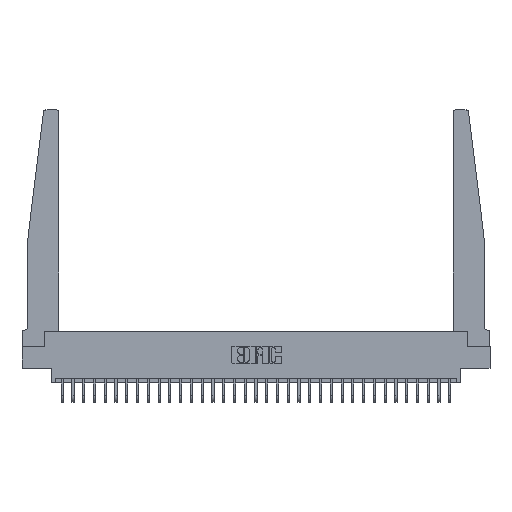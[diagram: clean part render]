
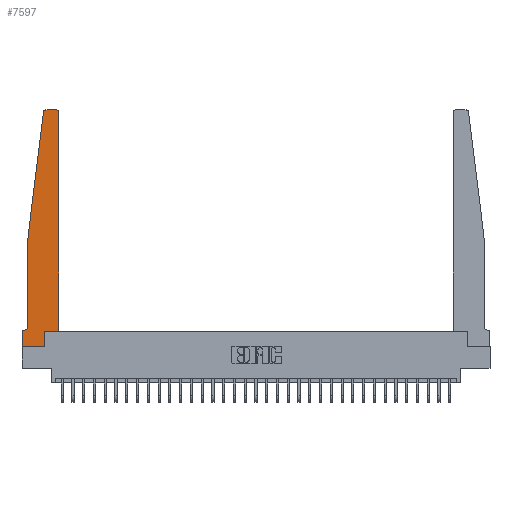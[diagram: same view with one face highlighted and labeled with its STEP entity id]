
A CAD part, top view. The second image highlights one B-rep face of the part: STEP entity #7597.
In plain terms, the highlighted planar face has unit normal (0, 0, 1).
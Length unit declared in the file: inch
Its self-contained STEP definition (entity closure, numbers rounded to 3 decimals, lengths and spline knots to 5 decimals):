
#90 = LINE ( 'NONE', #12529, #17153 ) ;
#474 = LINE ( 'NONE', #15031, #11646 ) ;
#619 = DIRECTION ( 'NONE',  ( 0., 0., 1. ) ) ;
#724 = ORIENTED_EDGE ( 'NONE', *, *, #16623, .T. ) ;
#970 = CIRCLE ( 'NONE', #21161, 0.03 ) ;
#972 = VECTOR ( 'NONE', #24529, 39.37008 ) ;
#1230 = VECTOR ( 'NONE', #22668, 39.37008 ) ;
#1273 = CARTESIAN_POINT ( 'NONE',  ( 0.015, 0.1875, 0.37 ) ) ;
#1821 = CARTESIAN_POINT ( 'NONE',  ( 0.25, 2.75, 0.37 ) ) ;
#2160 = PLANE ( 'NONE',  #17131 ) ;
#3160 = CARTESIAN_POINT ( 'NONE',  ( 0., 0., 0.37 ) ) ;
#3348 = VECTOR ( 'NONE', #12936, 39.37008 ) ;
#3713 = CARTESIAN_POINT ( 'NONE',  ( 0.24675, 2.72367, 0.37 ) ) ;
#3827 = ORIENTED_EDGE ( 'NONE', *, *, #3945, .T. ) ;
#3945 = EDGE_CURVE ( 'NONE', #19966, #5494, #18350, .T. ) ;
#5252 = ORIENTED_EDGE ( 'NONE', *, *, #9516, .T. ) ;
#5494 = VERTEX_POINT ( 'NONE', #14785 ) ;
#5814 = CARTESIAN_POINT ( 'NONE',  ( 0.065, 1.25, 0.37 ) ) ;
#6202 = CARTESIAN_POINT ( 'NONE',  ( 0.015, 0.2375, 0.37 ) ) ;
#6618 = CARTESIAN_POINT ( 'NONE',  ( 0.425, 2.72, 0.37 ) ) ;
#7002 = EDGE_CURVE ( 'NONE', #31397, #19202, #9499, .T. ) ;
#7597 = ADVANCED_FACE ( 'NONE', ( #28378 ), #2160, .T. ) ;
#7760 = CARTESIAN_POINT ( 'NONE',  ( 0., 0., 0.37 ) ) ;
#7785 = AXIS2_PLACEMENT_3D ( 'NONE', #6202, #18823, #31113 ) ;
#8472 = ORIENTED_EDGE ( 'NONE', *, *, #28183, .T. ) ;
#8501 = ORIENTED_EDGE ( 'NONE', *, *, #22665, .T. ) ;
#8999 = CIRCLE ( 'NONE', #10002, 0.03 ) ;
#9499 = LINE ( 'NONE', #19370, #22798 ) ;
#9516 = EDGE_CURVE ( 'NONE', #24084, #31397, #17620, .T. ) ;
#9783 = CARTESIAN_POINT ( 'NONE',  ( 0.065, 1.25, 0.37 ) ) ;
#10002 = AXIS2_PLACEMENT_3D ( 'NONE', #27685, #29280, #26557 ) ;
#10157 = DIRECTION ( 'NONE',  ( 1., 0., 0. ) ) ;
#10335 = CARTESIAN_POINT ( 'NONE',  ( 0., 0., 0.37 ) ) ;
#10597 = LINE ( 'NONE', #20313, #12258 ) ;
#11133 = EDGE_CURVE ( 'NONE', #19202, #26971, #14905, .T. ) ;
#11312 = VERTEX_POINT ( 'NONE', #3713 ) ;
#11646 = VECTOR ( 'NONE', #22502, 39.37008 ) ;
#11743 = VERTEX_POINT ( 'NONE', #1273 ) ;
#11983 = CIRCLE ( 'NONE', #7785, 0.05 ) ;
#12018 = CARTESIAN_POINT ( 'NONE',  ( 0., 0.1875, 0.37 ) ) ;
#12113 = EDGE_CURVE ( 'NONE', #12253, #11743, #11983, .T. ) ;
#12253 = VERTEX_POINT ( 'NONE', #29165 ) ;
#12258 = VECTOR ( 'NONE', #27265, 39.37008 ) ;
#12529 = CARTESIAN_POINT ( 'NONE',  ( 0.065, 0.1875, 0.37 ) ) ;
#12813 = ORIENTED_EDGE ( 'NONE', *, *, #13775, .T. ) ;
#12936 = DIRECTION ( 'NONE',  ( 1., 0., 0. ) ) ;
#13362 = LINE ( 'NONE', #3160, #16124 ) ;
#13775 = EDGE_CURVE ( 'NONE', #5494, #11312, #8999, .T. ) ;
#14785 = CARTESIAN_POINT ( 'NONE',  ( 0.27653, 2.75, 0.37 ) ) ;
#14786 = CARTESIAN_POINT ( 'NONE',  ( 0.2605, 0., 0.37 ) ) ;
#14905 = LINE ( 'NONE', #15530, #3348 ) ;
#15031 = CARTESIAN_POINT ( 'NONE',  ( 0.425, 0.18, 0.37 ) ) ;
#15200 = CARTESIAN_POINT ( 'NONE',  ( 0.395, 2.75, 0.37 ) ) ;
#15530 = CARTESIAN_POINT ( 'NONE',  ( 0.425, 0.18, 0.37 ) ) ;
#16124 = VECTOR ( 'NONE', #25844, 39.37008 ) ;
#16194 = ORIENTED_EDGE ( 'NONE', *, *, #12113, .T. ) ;
#16623 = EDGE_CURVE ( 'NONE', #11743, #16676, #90, .T. ) ;
#16676 = VERTEX_POINT ( 'NONE', #23227 ) ;
#16935 = VERTEX_POINT ( 'NONE', #5814 ) ;
#17097 = CARTESIAN_POINT ( 'NONE',  ( 0.2605, 0.18, 0.37 ) ) ;
#17131 = AXIS2_PLACEMENT_3D ( 'NONE', #12018, #19934, #26747 ) ;
#17153 = VECTOR ( 'NONE', #20122, 39.37008 ) ;
#17620 = LINE ( 'NONE', #10335, #1230 ) ;
#18350 = LINE ( 'NONE', #1821, #22789 ) ;
#18823 = DIRECTION ( 'NONE',  ( 0., 0., -1. ) ) ;
#19202 = VERTEX_POINT ( 'NONE', #17097 ) ;
#19370 = CARTESIAN_POINT ( 'NONE',  ( 0.2605, 0.18, 0.37 ) ) ;
#19934 = DIRECTION ( 'NONE',  ( 0., 0., 1. ) ) ;
#19966 = VERTEX_POINT ( 'NONE', #15200 ) ;
#20122 = DIRECTION ( 'NONE',  ( -1., 0., 0. ) ) ;
#20233 = VERTEX_POINT ( 'NONE', #6618 ) ;
#20313 = CARTESIAN_POINT ( 'NONE',  ( 0.065, 1.25, 0.37 ) ) ;
#20517 = CARTESIAN_POINT ( 'NONE',  ( 0.395, 2.72, 0.37 ) ) ;
#21161 = AXIS2_PLACEMENT_3D ( 'NONE', #20517, #619, #10157 ) ;
#21324 = DIRECTION ( 'NONE',  ( 0., 1., 0. ) ) ;
#21687 = EDGE_CURVE ( 'NONE', #16676, #24084, #13362, .T. ) ;
#21727 = EDGE_LOOP ( 'NONE', ( #3827, #12813, #8501, #8472, #16194, #724, #31369, #5252, #31525, #24640, #29777, #25640 ) ) ;
#21942 = CARTESIAN_POINT ( 'NONE',  ( 0.425, 0.18, 0.37 ) ) ;
#22502 = DIRECTION ( 'NONE',  ( 0., 1., 0. ) ) ;
#22665 = EDGE_CURVE ( 'NONE', #11312, #16935, #10597, .T. ) ;
#22668 = DIRECTION ( 'NONE',  ( 1., 0., 0. ) ) ;
#22789 = VECTOR ( 'NONE', #31425, 39.37008 ) ;
#22798 = VECTOR ( 'NONE', #21324, 39.37008 ) ;
#23227 = CARTESIAN_POINT ( 'NONE',  ( 0., 0.1875, 0.37 ) ) ;
#24084 = VERTEX_POINT ( 'NONE', #7760 ) ;
#24529 = DIRECTION ( 'NONE',  ( 0., -1., 0. ) ) ;
#24640 = ORIENTED_EDGE ( 'NONE', *, *, #11133, .T. ) ;
#25360 = EDGE_CURVE ( 'NONE', #26971, #20233, #474, .T. ) ;
#25640 = ORIENTED_EDGE ( 'NONE', *, *, #30557, .T. ) ;
#25844 = DIRECTION ( 'NONE',  ( 0., -1., 0. ) ) ;
#26156 = LINE ( 'NONE', #9783, #972 ) ;
#26557 = DIRECTION ( 'NONE',  ( 1., 0., 0. ) ) ;
#26747 = DIRECTION ( 'NONE',  ( 1., 0., 0. ) ) ;
#26971 = VERTEX_POINT ( 'NONE', #21942 ) ;
#27265 = DIRECTION ( 'NONE',  ( -0.122, -0.992, 0. ) ) ;
#27685 = CARTESIAN_POINT ( 'NONE',  ( 0.27653, 2.72, 0.37 ) ) ;
#28183 = EDGE_CURVE ( 'NONE', #16935, #12253, #26156, .T. ) ;
#28378 = FACE_OUTER_BOUND ( 'NONE', #21727, .T. ) ;
#29165 = CARTESIAN_POINT ( 'NONE',  ( 0.065, 0.2375, 0.37 ) ) ;
#29280 = DIRECTION ( 'NONE',  ( 0., 0., 1. ) ) ;
#29777 = ORIENTED_EDGE ( 'NONE', *, *, #25360, .T. ) ;
#30557 = EDGE_CURVE ( 'NONE', #20233, #19966, #970, .T. ) ;
#31113 = DIRECTION ( 'NONE',  ( -1., 0., 0. ) ) ;
#31369 = ORIENTED_EDGE ( 'NONE', *, *, #21687, .T. ) ;
#31397 = VERTEX_POINT ( 'NONE', #14786 ) ;
#31425 = DIRECTION ( 'NONE',  ( -1., 0., 0. ) ) ;
#31525 = ORIENTED_EDGE ( 'NONE', *, *, #7002, .T. ) ;
